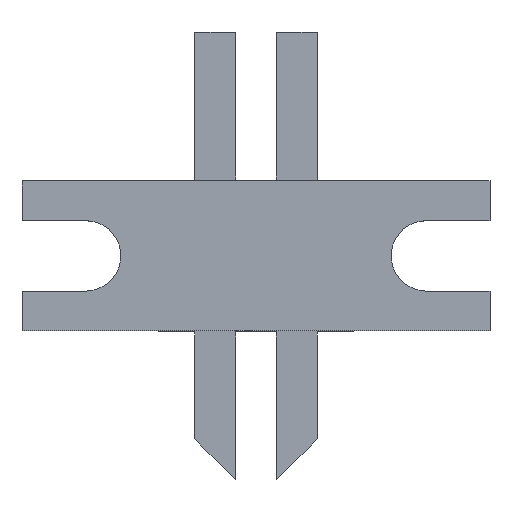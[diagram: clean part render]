
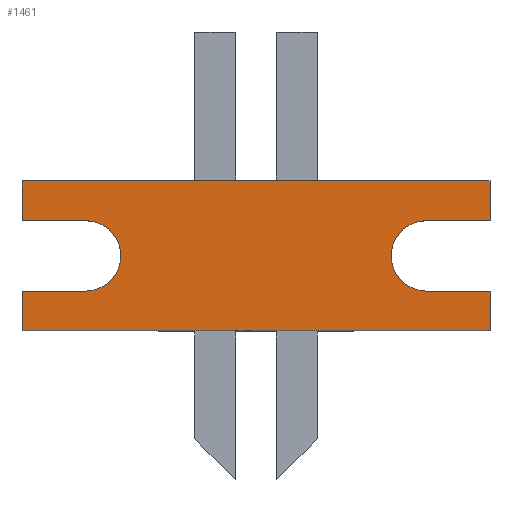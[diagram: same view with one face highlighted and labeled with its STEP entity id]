
A CAD part, top view. The second image highlights one B-rep face of the part: STEP entity #1461.
In plain terms, the highlighted planar face has unit normal (0, 0, 1).
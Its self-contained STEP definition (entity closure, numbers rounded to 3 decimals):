
#1461=ADVANCED_FACE('',(#2913),#2915,.T.);
#2913=FACE_BOUND('',#2914,.T.);
#2914=EDGE_LOOP('',(#4178,#4179,#4180,#4181,#4182,#4183,#4184,#4185,#4186,#4187,
#4188,#4189));
#2915=PLANE('',#2916);
#2916=AXIS2_PLACEMENT_3D('',#2917,#2918,#2919);
#2917=CARTESIAN_POINT('',(0.,0.,1.6));
#2918=DIRECTION('',(0.,0.,1.));
#2919=DIRECTION('',(-1.,0.,0.));
#4178=ORIENTED_EDGE('',*,*,#5008,.T.);
#4179=ORIENTED_EDGE('',*,*,#4785,.T.);
#4180=ORIENTED_EDGE('',*,*,#5017,.T.);
#4181=ORIENTED_EDGE('',*,*,#5018,.T.);
#4182=ORIENTED_EDGE('',*,*,#5019,.T.);
#4183=ORIENTED_EDGE('',*,*,#5020,.T.);
#4184=ORIENTED_EDGE('',*,*,#5021,.T.);
#4185=ORIENTED_EDGE('',*,*,#4775,.T.);
#4186=ORIENTED_EDGE('',*,*,#5016,.T.);
#4187=ORIENTED_EDGE('',*,*,#5014,.T.);
#4188=ORIENTED_EDGE('',*,*,#5012,.T.);
#4189=ORIENTED_EDGE('',*,*,#5010,.T.);
#4775=EDGE_CURVE('',#5504,#5502,#5505,.T.);
#4785=EDGE_CURVE('',#5522,#5520,#5523,.T.);
#5008=EDGE_CURVE('',#5857,#5522,#5858,.T.);
#5010=EDGE_CURVE('',#5860,#5857,#5861,.T.);
#5012=EDGE_CURVE('',#5863,#5860,#5864,.T.);
#5014=EDGE_CURVE('',#5866,#5863,#5867,.T.);
#5016=EDGE_CURVE('',#5502,#5866,#5869,.T.);
#5017=EDGE_CURVE('',#5520,#5870,#5871,.T.);
#5018=EDGE_CURVE('',#5870,#5872,#5873,.T.);
#5019=EDGE_CURVE('',#5872,#5874,#5875,.T.);
#5020=EDGE_CURVE('',#5874,#5876,#5877,.T.);
#5021=EDGE_CURVE('',#5876,#5504,#5878,.T.);
#5502=VERTEX_POINT('',#6865);
#5504=VERTEX_POINT('',#6869);
#5505=LINE('',#6870,#6871);
#5520=VERTEX_POINT('',#6904);
#5522=VERTEX_POINT('',#6908);
#5523=LINE('',#6909,#6910);
#5857=VERTEX_POINT('',#7704);
#5858=LINE('',#7705,#7706);
#5860=VERTEX_POINT('',#7711);
#5861=LINE('',#7712,#7713);
#5863=VERTEX_POINT('',#7718);
#5864=CIRCLE('',#7719,1.55);
#5866=VERTEX_POINT('',#7726);
#5867=LINE('',#7727,#7728);
#5869=LINE('',#7733,#7734);
#5870=VERTEX_POINT('',#7736);
#5871=LINE('',#7737,#7738);
#5872=VERTEX_POINT('',#7740);
#5873=LINE('',#7741,#7742);
#5874=VERTEX_POINT('',#7744);
#5875=CIRCLE('',#7745,1.55);
#5876=VERTEX_POINT('',#7749);
#5877=LINE('',#7750,#7751);
#5878=LINE('',#7753,#7754);
#6865=CARTESIAN_POINT('',(-10.3,3.3,1.6));
#6869=CARTESIAN_POINT('',(10.3,3.3,1.6));
#6870=CARTESIAN_POINT('',(10.3,3.3,1.6));
#6871=VECTOR('',#6872,1.);
#6872=DIRECTION('',(-1.,0.,0.));
#6904=CARTESIAN_POINT('',(10.3,-3.3,1.6));
#6908=CARTESIAN_POINT('',(-10.3,-3.3,1.6));
#6909=CARTESIAN_POINT('',(-10.3,-3.3,1.6));
#6910=VECTOR('',#6911,1.);
#6911=DIRECTION('',(1.,0.,0.));
#7704=CARTESIAN_POINT('',(-10.3,-1.55,1.6));
#7705=CARTESIAN_POINT('',(-10.3,-1.55,1.6));
#7706=VECTOR('',#7707,1.);
#7707=DIRECTION('',(0.,-1.,0.));
#7711=CARTESIAN_POINT('',(-7.5,-1.55,1.6));
#7712=CARTESIAN_POINT('',(-7.5,-1.55,1.6));
#7713=VECTOR('',#7714,1.);
#7714=DIRECTION('',(-1.,0.,0.));
#7718=CARTESIAN_POINT('',(-7.5,1.55,1.6));
#7719=AXIS2_PLACEMENT_3D('',#7720,#7721,#7722);
#7720=CARTESIAN_POINT('',(-7.5,0.,1.6));
#7721=DIRECTION('',(0.,0.,-1.));
#7722=DIRECTION('',(0.,1.,0.));
#7726=CARTESIAN_POINT('',(-10.3,1.55,1.6));
#7727=CARTESIAN_POINT('',(-10.3,1.55,1.6));
#7728=VECTOR('',#7729,1.);
#7729=DIRECTION('',(1.,0.,0.));
#7733=CARTESIAN_POINT('',(-10.3,3.3,1.6));
#7734=VECTOR('',#7735,1.);
#7735=DIRECTION('',(0.,-1.,0.));
#7736=CARTESIAN_POINT('',(10.3,-1.55,1.6));
#7737=CARTESIAN_POINT('',(10.3,-3.3,1.6));
#7738=VECTOR('',#7739,1.);
#7739=DIRECTION('',(0.,1.,0.));
#7740=CARTESIAN_POINT('',(7.5,-1.55,1.6));
#7741=CARTESIAN_POINT('',(10.3,-1.55,1.6));
#7742=VECTOR('',#7743,1.);
#7743=DIRECTION('',(-1.,0.,0.));
#7744=CARTESIAN_POINT('',(7.5,1.55,1.6));
#7745=AXIS2_PLACEMENT_3D('',#7746,#7747,#7748);
#7746=CARTESIAN_POINT('',(7.5,0.,1.6));
#7747=DIRECTION('',(0.,0.,-1.));
#7748=DIRECTION('',(0.,-1.,0.));
#7749=CARTESIAN_POINT('',(10.3,1.55,1.6));
#7750=CARTESIAN_POINT('',(7.5,1.55,1.6));
#7751=VECTOR('',#7752,1.);
#7752=DIRECTION('',(1.,0.,0.));
#7753=CARTESIAN_POINT('',(10.3,1.55,1.6));
#7754=VECTOR('',#7755,1.);
#7755=DIRECTION('',(0.,1.,0.));
